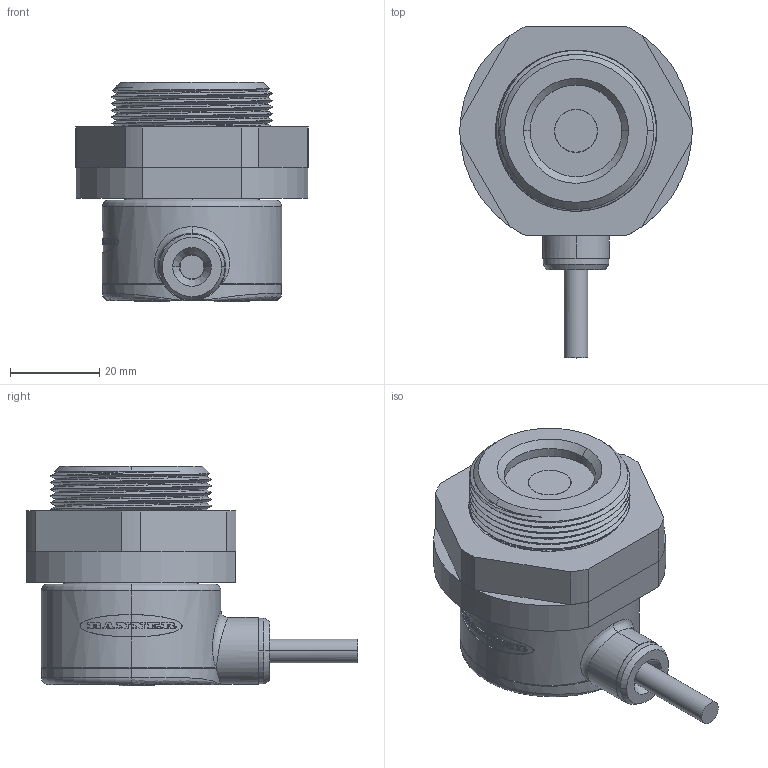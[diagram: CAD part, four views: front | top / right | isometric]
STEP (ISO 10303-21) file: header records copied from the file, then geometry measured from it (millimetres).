
FILE_DESCRIPTION((''),'2;1');
FILE_NAME('188687_ASM','2016-01-14T',('pdmadmin'),(''),'PRO/ENGINEER BY PARAMETRIC TECHNOLOGY CORPORATION, 2013230','PRO/ENGINEER BY PARAMETRIC TECHNOLOGY CORPORATION, 2013230','');
FILE_SCHEMA(('CONFIG_CONTROL_DESIGN'));
Products named in the file (14): 63232_AF0; 53061; 53064_CERAMIC; 53064_ASM; 70683_AF0_ASM; 32626; 53949_75868_AF0; 53886; 53888; 55963_ASM; 69966; 119872; 119874; 188687_ASM
Assembly tree (13 placements, depth 4):
  188687_ASM
    70683_AF0_ASM
      63232_AF0
      53064_ASM
        53061
        53064_CERAMIC
    32626
    53949_75868_AF0
    55963_ASM
      53886
      53888
    69966
    119872
    119874
Bounding box: 51.98 x 74.3 x 49.12 mm (x, y, z)
Volume: 39043.9 mm3; surface area: 45539.6 mm2
Topology: 10 solids, 11 shells, 674 faces, 1754 edges, 1148 vertices
Faces by surface type: cylinder 366, plane 211, bspline 50, torus 25, cone 20, extrusion 2
Entity records: 38170 total; most frequent: CARTESIAN_POINT 22131, ORIENTED_EDGE 3500, DIRECTION 2933, EDGE_CURVE 1752, VERTEX_POINT 1148, AXIS2_PLACEMENT_3D 1107, EDGE_LOOP 749, VECTOR 719
